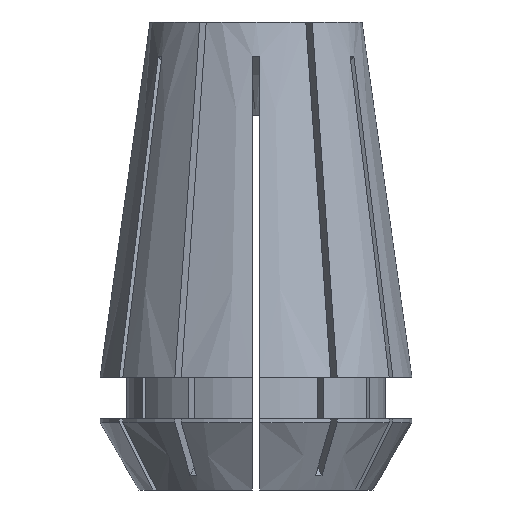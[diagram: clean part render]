
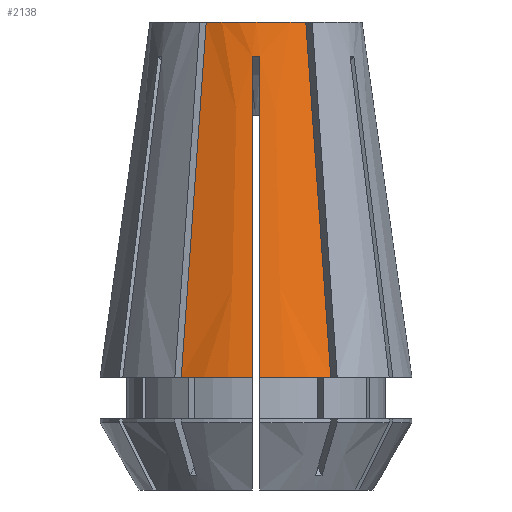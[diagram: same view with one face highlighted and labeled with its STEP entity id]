
A CAD part, front view. The second image highlights one B-rep face of the part: STEP entity #2138.
In plain terms, the highlighted conical face has half-angle 8 degrees and reference radius 10.5 mm.
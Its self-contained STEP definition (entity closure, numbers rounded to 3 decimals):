
#62 = VERTEX_POINT ( 'NONE', #1964 ) ;
#98 = CARTESIAN_POINT ( 'NONE',  ( 0.25, -8.473, -9.502 ) ) ;
#111 = CARTESIAN_POINT ( 'NONE',  ( -5.032, -9.216, -23.9 ) ) ;
#150 = CIRCLE ( 'NONE', #1000, 10.5 ) ;
#186 = CARTESIAN_POINT ( 'NONE',  ( -0.25, -10.497, -23.9 ) ) ;
#196 = EDGE_CURVE ( 'NONE', #2427, #648, #2550, .T. ) ;
#222 = CARTESIAN_POINT ( 'NONE',  ( 4.494, -8.284, -16.244 ) ) ;
#244 = B_SPLINE_CURVE_WITH_KNOTS ( 'NONE', 3,
 ( #1337, #3482, #98, #1677 ),
 .UNSPECIFIED., .F., .F.,
 ( 4, 4 ),
 ( 0.014, 0.036 ),
 .UNSPECIFIED. ) ;
#341 = EDGE_CURVE ( 'NONE', #2668, #2032, #3441, .T. ) ;
#359 = ORIENTED_EDGE ( 'NONE', *, *, #2950, .T. ) ;
#538 = CARTESIAN_POINT ( 'NONE',  ( 0.083, -7.466, -2.299 ) ) ;
#648 = VERTEX_POINT ( 'NONE', #2810 ) ;
#732 = VERTEX_POINT ( 'NONE', #1626 ) ;
#752 = EDGE_LOOP ( 'NONE', ( #3152, #3794, #803, #359, #1192, #3387, #1596, #995 ) ) ;
#773 = CARTESIAN_POINT ( 'NONE',  ( -0.25, -7.461, -2.303 ) ) ;
#803 = ORIENTED_EDGE ( 'NONE', *, *, #1490, .T. ) ;
#804 = CARTESIAN_POINT ( 'NONE',  ( -0.25, -8.473, -9.502 ) ) ;
#846 = CARTESIAN_POINT ( 'NONE',  ( 4.225, -7.818, -12.415 ) ) ;
#851 = CARTESIAN_POINT ( 'NONE',  ( 0.25, -7.461, -2.303 ) ) ;
#995 = ORIENTED_EDGE ( 'NONE', *, *, #196, .T. ) ;
#1000 = AXIS2_PLACEMENT_3D ( 'NONE', #3585, #3607, #2079 ) ;
#1062 = AXIS2_PLACEMENT_3D ( 'NONE', #1381, #1353, #2323 ) ;
#1192 = ORIENTED_EDGE ( 'NONE', *, *, #3354, .T. ) ;
#1226 = CARTESIAN_POINT ( 'NONE',  ( -0.25, -7.461, -2.303 ) ) ;
#1332 = B_SPLINE_CURVE_WITH_KNOTS ( 'NONE', 3,
 ( #186, #3863, #804, #773 ),
 .UNSPECIFIED., .F., .F.,
 ( 4, 4 ),
 ( 0.014, 0.036 ),
 .UNSPECIFIED. ) ;
#1337 = CARTESIAN_POINT ( 'NONE',  ( 0.25, -10.497, -23.9 ) ) ;
#1353 = DIRECTION ( 'NONE',  ( 0., 0., 1. ) ) ;
#1368 = CARTESIAN_POINT ( 'NONE',  ( -3.643, -6.81, -4.138 ) ) ;
#1381 = CARTESIAN_POINT ( 'NONE',  ( 0., 0., 0. ) ) ;
#1390 = CARTESIAN_POINT ( 'NONE',  ( -3.352, -6.306, 0. ) ) ;
#1450 = CARTESIAN_POINT ( 'NONE',  ( 3.643, -6.81, -4.138 ) ) ;
#1486 = DIRECTION ( 'NONE',  ( 0., 0., 1. ) ) ;
#1490 = EDGE_CURVE ( 'NONE', #2090, #732, #2006, .T. ) ;
#1499 = CARTESIAN_POINT ( 'NONE',  ( 0., 0., -23.9 ) ) ;
#1518 = EDGE_CURVE ( 'NONE', #2090, #62, #3020, .T. ) ;
#1596 = ORIENTED_EDGE ( 'NONE', *, *, #2803, .F. ) ;
#1626 = CARTESIAN_POINT ( 'NONE',  ( -5.032, -9.216, -23.9 ) ) ;
#1677 = CARTESIAN_POINT ( 'NONE',  ( 0.25, -7.461, -2.303 ) ) ;
#1687 = CARTESIAN_POINT ( 'NONE',  ( -3.934, -7.314, -8.277 ) ) ;
#1710 = CARTESIAN_POINT ( 'NONE',  ( 0.25, -10.497, -23.9 ) ) ;
#1717 = CARTESIAN_POINT ( 'NONE',  ( 0.25, -7.461, -2.303 ) ) ;
#1769 = EDGE_CURVE ( 'NONE', #62, #648, #2841, .T. ) ;
#1778 = CARTESIAN_POINT ( 'NONE',  ( 3.934, -7.314, -8.277 ) ) ;
#1952 = FACE_OUTER_BOUND ( 'NONE', #752, .T. ) ;
#1964 = CARTESIAN_POINT ( 'NONE',  ( 3.352, -6.306, 0. ) ) ;
#1979 = AXIS2_PLACEMENT_3D ( 'NONE', #1499, #1486, #2115 ) ;
#2006 = B_SPLINE_CURVE_WITH_KNOTS ( 'NONE', 3,
 ( #1390, #1368, #1687, #3184, #3220, #3493, #111 ),
 .UNSPECIFIED., .F., .F.,
 ( 4, 3, 4 ),
 ( 0., 0.013, 0.024 ),
 .UNSPECIFIED. ) ;
#2032 = VERTEX_POINT ( 'NONE', #1717 ) ;
#2079 = DIRECTION ( 'NONE',  ( 1., 0., 0. ) ) ;
#2090 = VERTEX_POINT ( 'NONE', #3920 ) ;
#2091 = CARTESIAN_POINT ( 'NONE',  ( -0.083, -7.466, -2.299 ) ) ;
#2115 = DIRECTION ( 'NONE',  ( 1., 0., 0. ) ) ;
#2138 = ADVANCED_FACE ( 'NONE', ( #1952 ), #2969, .T. ) ;
#2323 = DIRECTION ( 'NONE',  ( 1., 0., 0. ) ) ;
#2388 = DIRECTION ( 'NONE',  ( -1., 0., 0. ) ) ;
#2395 = CARTESIAN_POINT ( 'NONE',  ( 4.763, -8.75, -20.072 ) ) ;
#2427 = VERTEX_POINT ( 'NONE', #1710 ) ;
#2550 = CIRCLE ( 'NONE', #1979, 10.5 ) ;
#2587 = AXIS2_PLACEMENT_3D ( 'NONE', #3904, #3027, #2388 ) ;
#2668 = VERTEX_POINT ( 'NONE', #1226 ) ;
#2803 = EDGE_CURVE ( 'NONE', #2427, #2032, #244, .T. ) ;
#2810 = CARTESIAN_POINT ( 'NONE',  ( 5.032, -9.216, -23.9 ) ) ;
#2841 = B_SPLINE_CURVE_WITH_KNOTS ( 'NONE', 3,
 ( #3294, #1450, #1778, #846, #222, #2395, #3603 ),
 .UNSPECIFIED., .F., .F.,
 ( 4, 3, 4 ),
 ( 0., 0.013, 0.024 ),
 .UNSPECIFIED. ) ;
#2950 = EDGE_CURVE ( 'NONE', #732, #3464, #150, .T. ) ;
#2969 = CONICAL_SURFACE ( 'NONE', #2587, 10.5, 0.14 ) ;
#3020 = CIRCLE ( 'NONE', #1062, 7.141 ) ;
#3027 = DIRECTION ( 'NONE',  ( 0., 0., -1. ) ) ;
#3051 = CARTESIAN_POINT ( 'NONE',  ( -0.25, -7.461, -2.303 ) ) ;
#3152 = ORIENTED_EDGE ( 'NONE', *, *, #1769, .F. ) ;
#3184 = CARTESIAN_POINT ( 'NONE',  ( -4.225, -7.818, -12.415 ) ) ;
#3220 = CARTESIAN_POINT ( 'NONE',  ( -4.494, -8.284, -16.244 ) ) ;
#3294 = CARTESIAN_POINT ( 'NONE',  ( 3.352, -6.306, 0. ) ) ;
#3354 = EDGE_CURVE ( 'NONE', #3464, #2668, #1332, .T. ) ;
#3387 = ORIENTED_EDGE ( 'NONE', *, *, #341, .T. ) ;
#3441 = B_SPLINE_CURVE_WITH_KNOTS ( 'NONE', 3,
 ( #3051, #2091, #538, #851 ),
 .UNSPECIFIED., .F., .F.,
 ( 4, 4 ),
 ( 0., 0.001 ),
 .UNSPECIFIED. ) ;
#3464 = VERTEX_POINT ( 'NONE', #3669 ) ;
#3482 = CARTESIAN_POINT ( 'NONE',  ( 0.25, -9.485, -16.701 ) ) ;
#3493 = CARTESIAN_POINT ( 'NONE',  ( -4.763, -8.75, -20.072 ) ) ;
#3585 = CARTESIAN_POINT ( 'NONE',  ( 0., 0., -23.9 ) ) ;
#3603 = CARTESIAN_POINT ( 'NONE',  ( 5.032, -9.216, -23.9 ) ) ;
#3607 = DIRECTION ( 'NONE',  ( 0., 0., 1. ) ) ;
#3669 = CARTESIAN_POINT ( 'NONE',  ( -0.25, -10.497, -23.9 ) ) ;
#3794 = ORIENTED_EDGE ( 'NONE', *, *, #1518, .F. ) ;
#3863 = CARTESIAN_POINT ( 'NONE',  ( -0.25, -9.485, -16.701 ) ) ;
#3904 = CARTESIAN_POINT ( 'NONE',  ( 0., 0., -23.9 ) ) ;
#3920 = CARTESIAN_POINT ( 'NONE',  ( -3.352, -6.306, 0. ) ) ;
